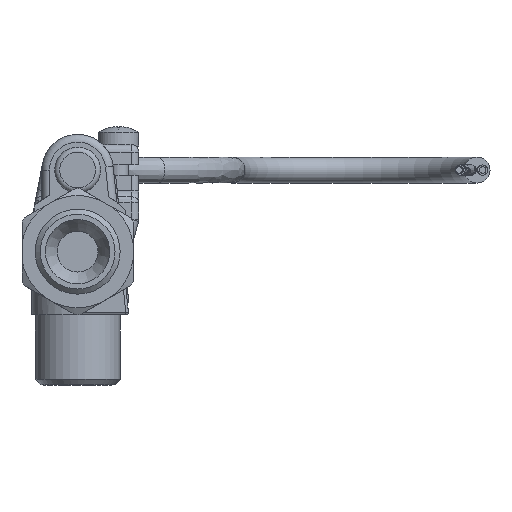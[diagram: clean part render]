
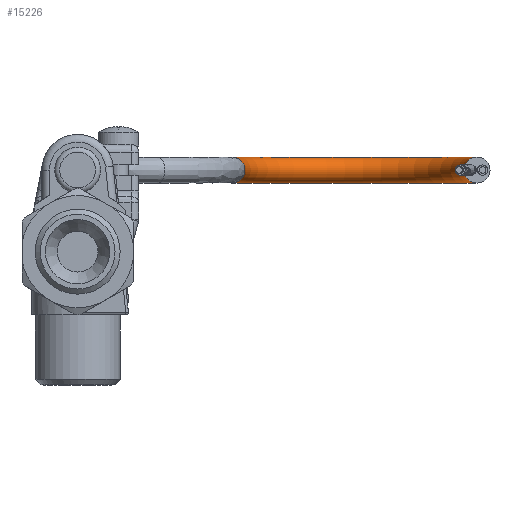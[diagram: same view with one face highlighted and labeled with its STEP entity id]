
A CAD part, left-side view. The second image highlights one B-rep face of the part: STEP entity #15226.
In plain terms, the highlighted toroidal (fillet/blend) face has major radius 24.07 mm and minor radius 2.55 mm.
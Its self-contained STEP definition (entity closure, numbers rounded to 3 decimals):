
#32=TOROIDAL_SURFACE('',#15962,24.07,2.55);
#5535=ORIENTED_EDGE('',*,*,#7086,.T.);
#5536=ORIENTED_EDGE('',*,*,#7085,.F.);
#7085=EDGE_CURVE('',#8119,#8119,#8312,.T.);
#7086=EDGE_CURVE('',#8120,#8120,#8313,.T.);
#8119=VERTEX_POINT('',#30425);
#8120=VERTEX_POINT('',#30428);
#8312=CIRCLE('',#15961,2.55);
#8313=CIRCLE('',#15963,2.55);
#9103=EDGE_LOOP('',(#5535));
#9104=EDGE_LOOP('',(#5536));
#9908=FACE_BOUND('',#9103,.T.);
#9909=FACE_BOUND('',#9104,.T.);
#15226=ADVANCED_FACE('',(#9908,#9909),#32,.T.);
#15961=AXIS2_PLACEMENT_3D('',#30424,#17976,#17977);
#15962=AXIS2_PLACEMENT_3D('',#30426,#17978,#17979);
#15963=AXIS2_PLACEMENT_3D('',#30427,#17980,#17981);
#17976=DIRECTION('',(-1.,0.,0.));
#17977=DIRECTION('',(0.,1.,0.));
#17978=DIRECTION('',(0.,0.,-1.));
#17979=DIRECTION('',(0.,1.,0.));
#17980=DIRECTION('',(0.997,0.081,0.));
#17981=DIRECTION('',(0.081,-0.997,0.));
#30424=CARTESIAN_POINT('',(203.181,-30.221,16.));
#30425=CARTESIAN_POINT('',(203.181,-27.671,16.));
#30426=CARTESIAN_POINT('',(203.181,-54.291,16.));
#30427=CARTESIAN_POINT('',(205.123,-78.283,16.));
#30428=CARTESIAN_POINT('',(205.328,-80.825,16.));
